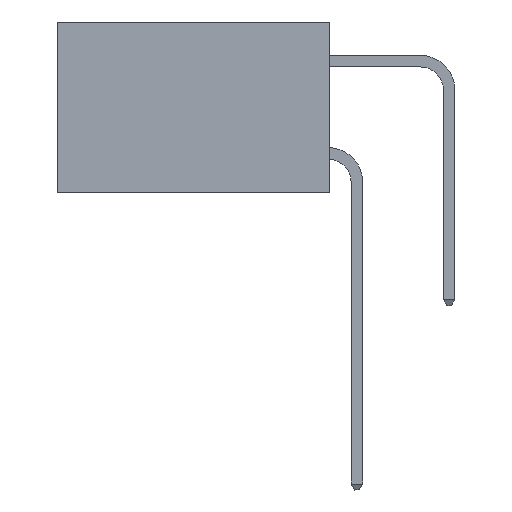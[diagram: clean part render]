
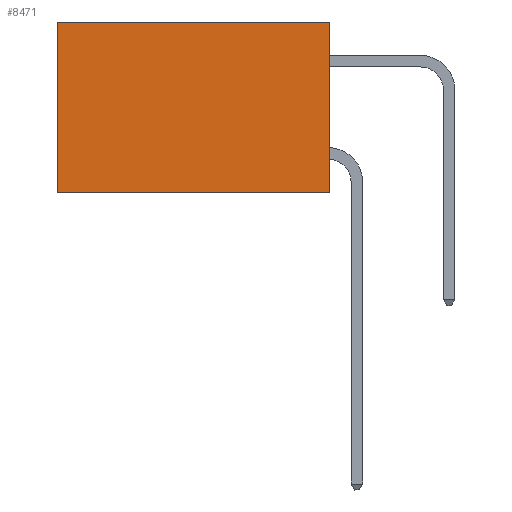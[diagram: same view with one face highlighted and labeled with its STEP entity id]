
A CAD part, left-side view. The second image highlights one B-rep face of the part: STEP entity #8471.
In plain terms, the highlighted planar face has unit normal (-1, 0, 0).
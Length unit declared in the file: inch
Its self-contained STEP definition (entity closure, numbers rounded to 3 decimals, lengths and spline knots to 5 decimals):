
#54 = CARTESIAN_POINT ( 'NONE',  ( 0.277, 0., 0. ) ) ;
#300 = PLANE ( 'NONE',  #23683 ) ;
#3367 = VERTEX_POINT ( 'NONE', #54 ) ;
#3625 = DIRECTION ( 'NONE',  ( 0., 0., -1. ) ) ;
#3649 = VECTOR ( 'NONE', #21810, 39.37008 ) ;
#5359 = VECTOR ( 'NONE', #22302, 39.37008 ) ;
#6013 = LINE ( 'NONE', #10507, #5359 ) ;
#6599 = EDGE_CURVE ( 'NONE', #16085, #22582, #14487, .T. ) ;
#7686 = CARTESIAN_POINT ( 'NONE',  ( 0.277, 0.59, -0.37 ) ) ;
#8471 = ADVANCED_FACE ( 'NONE', ( #13771 ), #300, .F. ) ;
#9232 = DIRECTION ( 'NONE',  ( 0., 0., -1. ) ) ;
#9841 = CARTESIAN_POINT ( 'NONE',  ( 0.277, 0.59, -0.37 ) ) ;
#10507 = CARTESIAN_POINT ( 'NONE',  ( 0.277, 0., 0. ) ) ;
#12929 = CARTESIAN_POINT ( 'NONE',  ( 0.277, 0., -0.37 ) ) ;
#13133 = EDGE_LOOP ( 'NONE', ( #25004, #17636, #23107, #13664 ) ) ;
#13664 = ORIENTED_EDGE ( 'NONE', *, *, #20831, .T. ) ;
#13771 = FACE_OUTER_BOUND ( 'NONE', #13133, .T. ) ;
#14138 = EDGE_CURVE ( 'NONE', #15064, #22582, #22420, .T. ) ;
#14487 = LINE ( 'NONE', #21432, #3649 ) ;
#14907 = LINE ( 'NONE', #15216, #19528 ) ;
#15064 = VERTEX_POINT ( 'NONE', #20291 ) ;
#15216 = CARTESIAN_POINT ( 'NONE',  ( 0.277, 0., -0.37 ) ) ;
#16085 = VERTEX_POINT ( 'NONE', #12929 ) ;
#17636 = ORIENTED_EDGE ( 'NONE', *, *, #6599, .F. ) ;
#18384 = DIRECTION ( 'NONE',  ( 0., 0., -1. ) ) ;
#19528 = VECTOR ( 'NONE', #9232, 39.37008 ) ;
#20189 = DIRECTION ( 'NONE',  ( 1., 0., 0. ) ) ;
#20291 = CARTESIAN_POINT ( 'NONE',  ( 0.277, 0.59, 0. ) ) ;
#20831 = EDGE_CURVE ( 'NONE', #3367, #15064, #6013, .T. ) ;
#21432 = CARTESIAN_POINT ( 'NONE',  ( 0.277, 0., -0.37 ) ) ;
#21810 = DIRECTION ( 'NONE',  ( 0., 1., 0. ) ) ;
#21825 = VECTOR ( 'NONE', #3625, 39.37008 ) ;
#22302 = DIRECTION ( 'NONE',  ( 0., 1., 0. ) ) ;
#22420 = LINE ( 'NONE', #7686, #21825 ) ;
#22582 = VERTEX_POINT ( 'NONE', #9841 ) ;
#22846 = CARTESIAN_POINT ( 'NONE',  ( 0.277, 0., -0.37 ) ) ;
#23107 = ORIENTED_EDGE ( 'NONE', *, *, #24296, .F. ) ;
#23683 = AXIS2_PLACEMENT_3D ( 'NONE', #22846, #20189, #18384 ) ;
#24296 = EDGE_CURVE ( 'NONE', #3367, #16085, #14907, .T. ) ;
#25004 = ORIENTED_EDGE ( 'NONE', *, *, #14138, .T. ) ;
